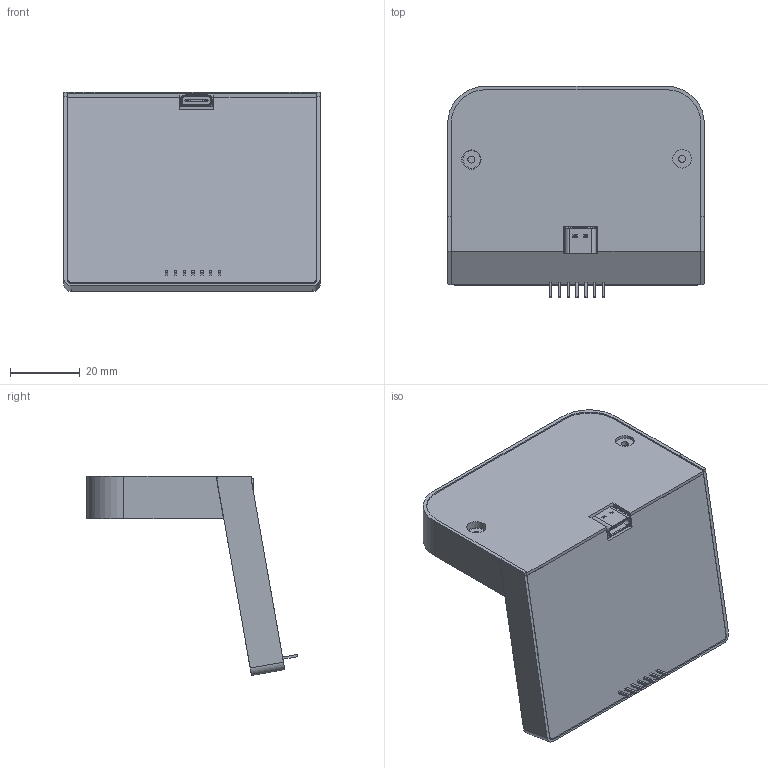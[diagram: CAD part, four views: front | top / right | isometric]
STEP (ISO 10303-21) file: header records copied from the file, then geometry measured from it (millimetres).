
FILE_DESCRIPTION(/* description */ (''),/* implementation_level */ '2;1');
FILE_NAME(/* name */ 'F1 clock v11.step',/* time_stamp */ '2025-08-19T22:39:28+05:30',/* author */ (''),/* organization */ (''),/* preprocessor_version */ 'ST-DEVELOPER v20.1',/* originating_system */ 'Autodesk Translation Framework v14.10.0.0',/* authorisation */ '');
FILE_SCHEMA (('AUTOMOTIVE_DESIGN { 1 0 10303 214 3 1 1 }'));
Products named in the file (44): F1 clock; XIAO-ESP32S3 v2; Seeed Studio XIAO-ESP32-S3 (Sense); USB TYPE C PORT; USB TYPE C PORT (1); BOSS-EXTRUDE14_8_; BOSS-EXTRUDE7_4_; BOSS-EXTRUDE7_3_; BOSS-EXTRUDE14_4_; BOSS-EXTRUDE14_2_; BOSS-EXTRUDE14_11_; BOSS-EXTRUDE7_7_; BOSS-EXTRUDE14_9_; BOSS-EXTRUDE14_3_; BOSS-EXTRUDE14_7_; MIRROR2; BOSS-EXTRUDE14_5_; BOSS-EXTRUDE14_12_; BOSS-EXTRUDE7_8_; BOSS-EXTRUDE7_1_; BOSS-EXTRUDE14_10_; BOSS-EXTRUDE7_9_; BOSS-EXTRUDE14_6_; CHAMFER9; BOSS-EXTRUDE14_1_; BOSS-EXTRUDE7_6_; BOSS-EXTRUDE7_2_; CUT-EXTRUDE5; BOSS-EXTRUDE7_5_; Shield; SKTAAAE010 v1; SKTAAAE010 v1_1; Body; Pins; U.FL-R-SMT-1_10_ v1; OLED 2.42 12864 v7; pcb; screen; cable; PLS-7 v2 ...
Assembly tree (46 placements, depth 6):
  F1 clock
    XIAO-ESP32S3 v2
      Seeed Studio XIAO-ESP32-S3 (Sense)
        USB TYPE C PORT
          USB TYPE C PORT (1)
            BOSS-EXTRUDE14_8_
            BOSS-EXTRUDE7_4_
            BOSS-EXTRUDE7_3_
            BOSS-EXTRUDE14_4_
            BOSS-EXTRUDE14_2_
            BOSS-EXTRUDE14_11_
            BOSS-EXTRUDE7_7_
            BOSS-EXTRUDE14_9_
            BOSS-EXTRUDE14_3_
            BOSS-EXTRUDE14_7_
            MIRROR2
            BOSS-EXTRUDE14_5_
            BOSS-EXTRUDE14_12_
            BOSS-EXTRUDE7_8_
            BOSS-EXTRUDE7_1_
            BOSS-EXTRUDE14_10_
            BOSS-EXTRUDE7_9_
            BOSS-EXTRUDE14_6_
            CHAMFER9
            BOSS-EXTRUDE14_1_
            BOSS-EXTRUDE7_6_
            BOSS-EXTRUDE7_2_
            CUT-EXTRUDE5
            BOSS-EXTRUDE7_5_
        Shield
        SKTAAAE010 v1
          Body
          Pins
        SKTAAAE010 v1_1
          Body
          Pins
        U.FL-R-SMT-1_10_ v1
    OLED 2.42 12864 v7
      pcb
        screen
      cable
      PLS-7 v2  x2
    Component1
    Component2
    m
    Component7
Bounding box: 73.59 x 60.5 x 57.08 mm (x, y, z)
Volume: 32046.1 mm3; surface area: 50063.8 mm2
Topology: 120 solids, 126 shells, 2662 faces, 6732 edges, 4377 vertices
Faces by surface type: plane 1919, cylinder 352, bspline 341, sphere 20, cone 15, torus 15
Full cylindrical faces by diameter (mm): 0.5 x3, 0.6 x2, 0.75 x14, 0.905 x7, 1.524 x8, 1.72 x1, 1.8 x7, 1.86 x1, 2 x6, 2.456 x4, 3 x10, 3.6 x6, 5 x2, 5.309 x1, 5.526 x1, 6.538 x2
Entity records: 75514 total; most frequent: CARTESIAN_POINT 16908, ORIENTED_EDGE 12426, DIRECTION 10675, EDGE_CURVE 6218, LINE 4795, VECTOR 4795, VERTEX_POINT 4056, AXIS2_PLACEMENT_3D 2940
